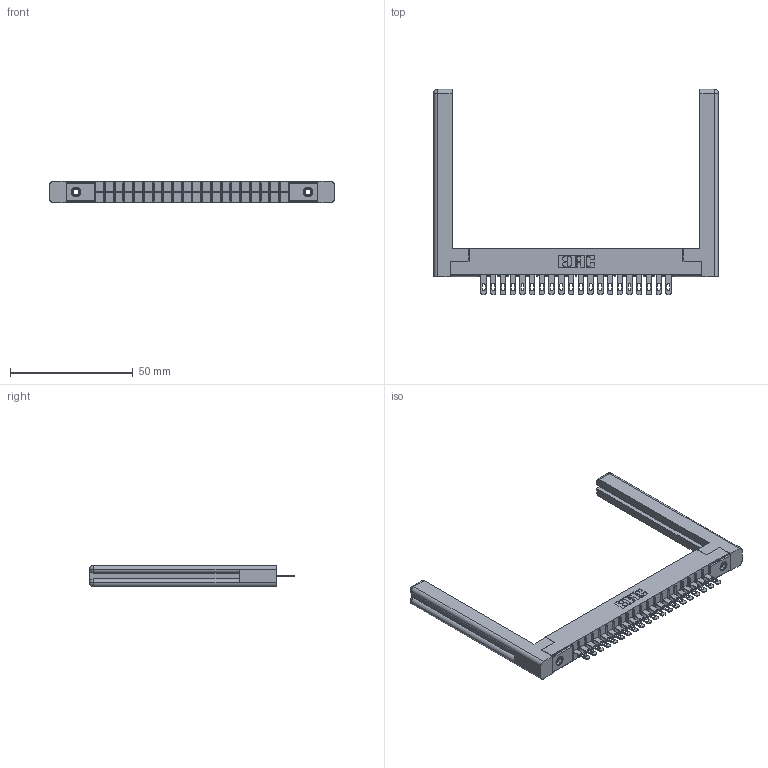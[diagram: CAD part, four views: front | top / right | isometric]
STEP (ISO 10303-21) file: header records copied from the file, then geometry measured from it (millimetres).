
FILE_DESCRIPTION (( 'STEP AP203' ), '1' );
FILE_NAME ('306-020-400-158.STEP', '2020-09-21T20:19:33', ( '' ), ( '' ), 'SwSTEP 2.0', 'SolidWorks 2020', '' );
FILE_SCHEMA (( 'CONFIG_CONTROL_DESIGN' ));
Length unit declared in the file: inch
Products named in the file (5): 306 Part_.156 Dia; 306-020-400-158; 345-250-001_345-250-001-102; 307-220-058; 306-290-001_100
Assembly tree (25 placements, depth 2):
  306-020-400-158
    306 Part_.156 Dia
    306-290-001_100  x20
    345-250-001_345-250-001-102  x2
    307-220-058  x2
Bounding box: 115.87 x 83.52 x 8.71 mm (x, y, z)
Volume: 15622.5 mm3; surface area: 17348.5 mm2
Topology: 25 solids, 25 shells, 1778 faces, 4970 edges, 3192 vertices
Faces by surface type: plane 1152, cylinder 522, sphere 80, cone 12, torus 12
Entity records: 24298 total; most frequent: CARTESIAN_POINT 4086, ORIENTED_EDGE 3990, DIRECTION 3987, EDGE_CURVE 1995, LINE 1541, VECTOR 1541, VERTEX_POINT 1268, AXIS2_PLACEMENT_3D 1223
